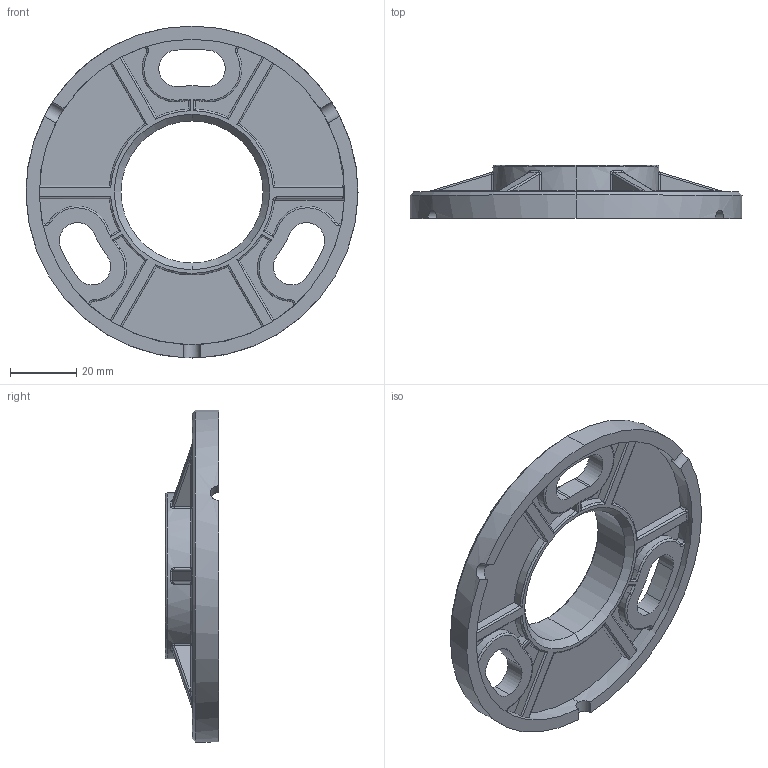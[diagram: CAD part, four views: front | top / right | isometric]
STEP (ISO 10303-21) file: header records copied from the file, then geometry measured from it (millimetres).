
FILE_DESCRIPTION (( 'STEP AP203' ), '1' );
FILE_NAME ('A_0947-042-N.STEP', '2023-03-13T10:15:59', ( '' ), ( '' ), 'SwSTEP 2.0', 'SolidWorks 2019', '' );
FILE_SCHEMA (( 'CONFIG_CONTROL_DESIGN' ));
Length unit declared in the file: millimetre
Products named in the file (1): A_0947-042-N
Bounding box: 100 x 16 x 100 mm (x, y, z)
Volume: 34335 mm3; surface area: 20933.9 mm2
Topology: 1 solids, 1 shells, 269 faces, 671 edges, 393 vertices
Faces by surface type: cylinder 125, plane 51, torus 43, bspline 32, sphere 12, cone 6
Entity records: 9294 total; most frequent: CARTESIAN_POINT 3050, DIRECTION 1327, ORIENTED_EDGE 1318, EDGE_CURVE 659, AXIS2_PLACEMENT_3D 544, VERTEX_POINT 393, CIRCLE 306, EDGE_LOOP 278
